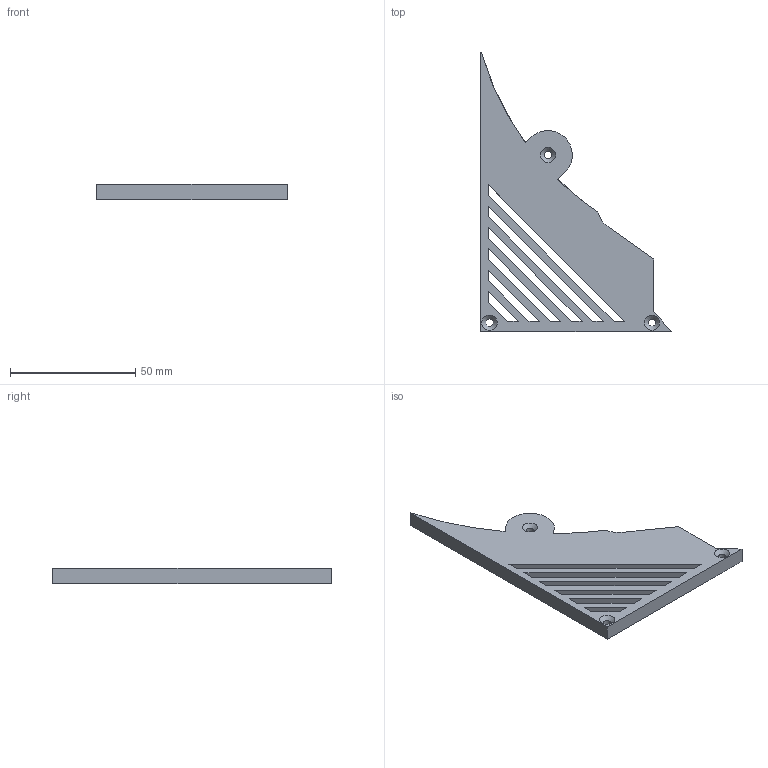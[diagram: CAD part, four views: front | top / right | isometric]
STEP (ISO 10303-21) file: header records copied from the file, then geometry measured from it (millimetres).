
FILE_DESCRIPTION(/* description */ ('Боковая крышка отсека электроники'),/* implementation_level */ '2;1');
FILE_NAME(/* name */ 'UNIT_ELECTRONICS_BAY_Left-Cover.step',/* time_stamp */ '2025-09-27T11:29:11+03:00',/* author */ ('pavlu'),/* organization */ (''),/* preprocessor_version */ 'ST-DEVELOPER v19.2',/* originating_system */ 'Autodesk Inventor 2024',/* authorisation */ '');
FILE_SCHEMA (('AUTOMOTIVE_DESIGN { 1 0 10303 214 3 1 1 }'));
Length unit declared in the file: millimetre
Products named in the file (1): Боковая крышка 
отсека электроники_
MIR
Bounding box: 76 x 111.24 x 6 mm (x, y, z)
Volume: 14175.1 mm3; surface area: 11862.4 mm2
Topology: 1 solids, 1 shells, 48 faces, 150 edges, 99 vertices
Faces by surface type: plane 35, cylinder 9, cone 4
Full cylindrical faces by diameter (mm): 3 x1, 3.1 x2
Entity records: 1735 total; most frequent: CARTESIAN_POINT 301, ORIENTED_EDGE 300, DIRECTION 272, EDGE_CURVE 150, LINE 124, VECTOR 124, VERTEX_POINT 99, AXIS2_PLACEMENT_3D 74
